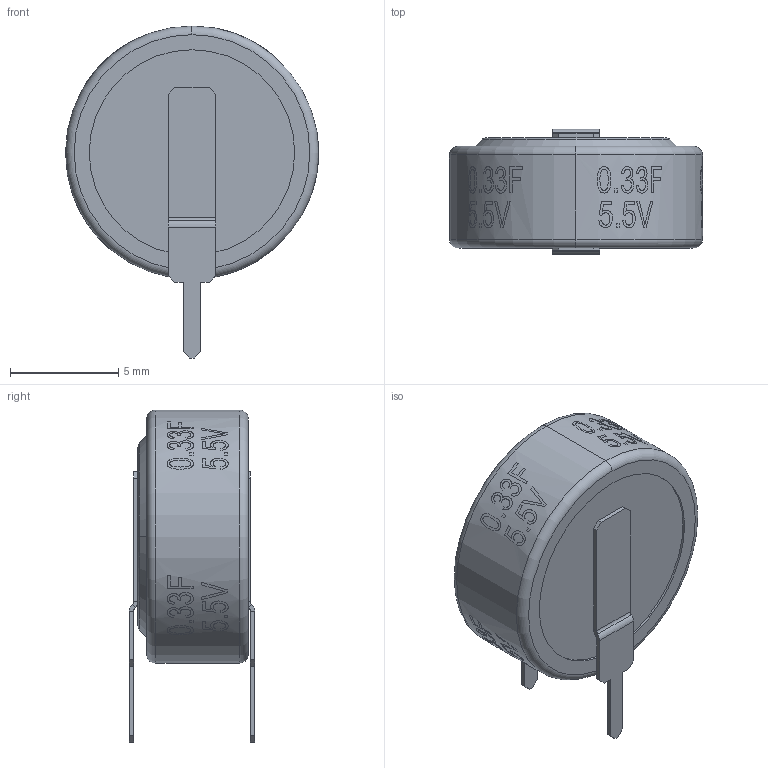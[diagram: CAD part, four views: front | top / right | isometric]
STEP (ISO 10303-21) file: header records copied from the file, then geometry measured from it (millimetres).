
FILE_DESCRIPTION(('FreeCAD Model'),'2;1');
FILE_NAME('Open CASCADE Shape Model','2024-07-12T19:25:10',( 'kicad StepUp'),('ksu MCAD'),'Open CASCADE STEP processor 7.7', 'FreeCAD','Unknown');
FILE_SCHEMA(('AUTOMOTIVE_DESIGN { 1 0 10303 214 1 1 1 1 }'));
Length unit declared in the file: millimetre
Products named in the file (5): SCMDVL5R5224ZVV115004E; SUPCAP-D1150X500.STP; SUPCAP-D1150X500-COVER.STP; SUPCAP-D1150X500-V-PIN.STP; SUPCAP-D1150X500-V-PIN.STP001
Assembly tree (4 placements, depth 2):
  SCMDVL5R5224ZVV115004E
    SUPCAP-D1150X500.STP
    SUPCAP-D1150X500-COVER.STP
    SUPCAP-D1150X500-V-PIN.STP
    SUPCAP-D1150X500-V-PIN.STP001
Bounding box: 11.7 x 5.8 x 15.35 mm (x, y, z)
Volume: 533.6 mm3; surface area: 928.1 mm2
Topology: 4 solids, 4 shells, 145 faces, 936 edges, 851 vertices
Faces by surface type: cylinder 71, plane 55, torus 16, cone 3
Entity records: 10657 total; most frequent: CARTESIAN_POINT 4142, ORIENTED_EDGE 1872, EDGE_CURVE 936, VERTEX_POINT 851, B_SPLINE_CURVE_WITH_KNOTS 733, DIRECTION 577, AXIS2_PLACEMENT_3D 224, FACE_BOUND 199
